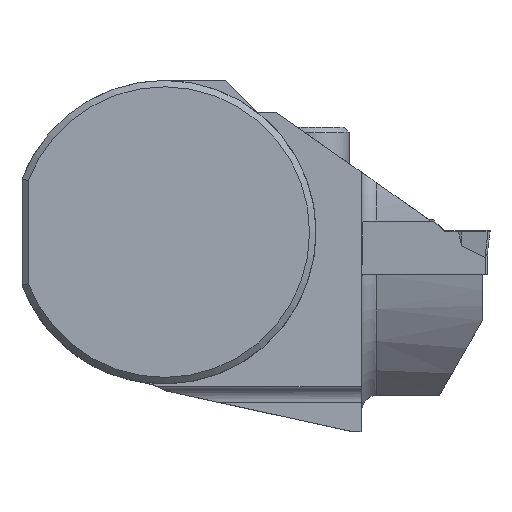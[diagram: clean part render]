
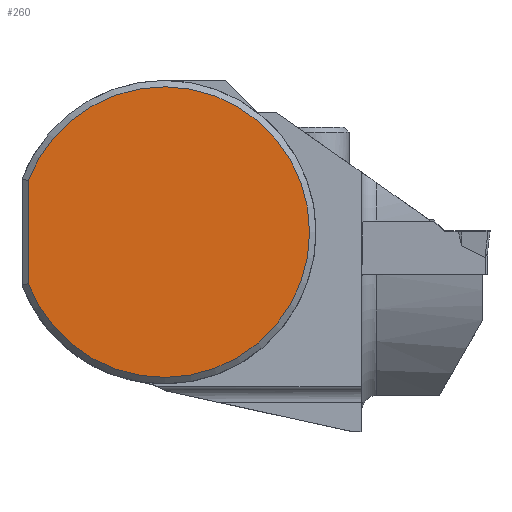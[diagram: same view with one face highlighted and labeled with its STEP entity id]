
A CAD part, top view. The second image highlights one B-rep face of the part: STEP entity #260.
In plain terms, the highlighted planar face has unit normal (0, 0, 1).
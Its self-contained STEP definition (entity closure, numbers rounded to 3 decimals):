
#183=CIRCLE('',#1974,15.325);
#260=ADVANCED_FACE('',(#405),#338,.F.);
#338=PLANE('',#1977);
#405=FACE_OUTER_BOUND('',#500,.T.);
#500=EDGE_LOOP('',(#877,#878));
#877=ORIENTED_EDGE('',*,*,#1395,.F.);
#878=ORIENTED_EDGE('',*,*,#1405,.T.);
#1180=VERTEX_POINT('',#3164);
#1181=VERTEX_POINT('',#3169);
#1395=EDGE_CURVE('',#1181,#1180,#1580,.T.);
#1405=EDGE_CURVE('',#1181,#1180,#183,.T.);
#1580=LINE('',#3170,#1727);
#1727=VECTOR('',#2331,1.);
#1974=AXIS2_PLACEMENT_3D('',#3192,#2360,#2361);
#1977=AXIS2_PLACEMENT_3D('',#3195,#2366,#2367);
#2331=DIRECTION('',(0.,1.,0.));
#2360=DIRECTION('',(0.,0.,1.));
#2361=DIRECTION('',(1.,0.,0.));
#2366=DIRECTION('',(0.,0.,-1.));
#2367=DIRECTION('',(1.,0.,0.));
#3164=CARTESIAN_POINT('',(-14.325,5.445,0.));
#3169=CARTESIAN_POINT('',(-14.325,-5.445,0.));
#3170=CARTESIAN_POINT('',(-14.325,16.,0.));
#3192=CARTESIAN_POINT('',(0.,0.,0.));
#3195=CARTESIAN_POINT('',(0.,0.,0.));
